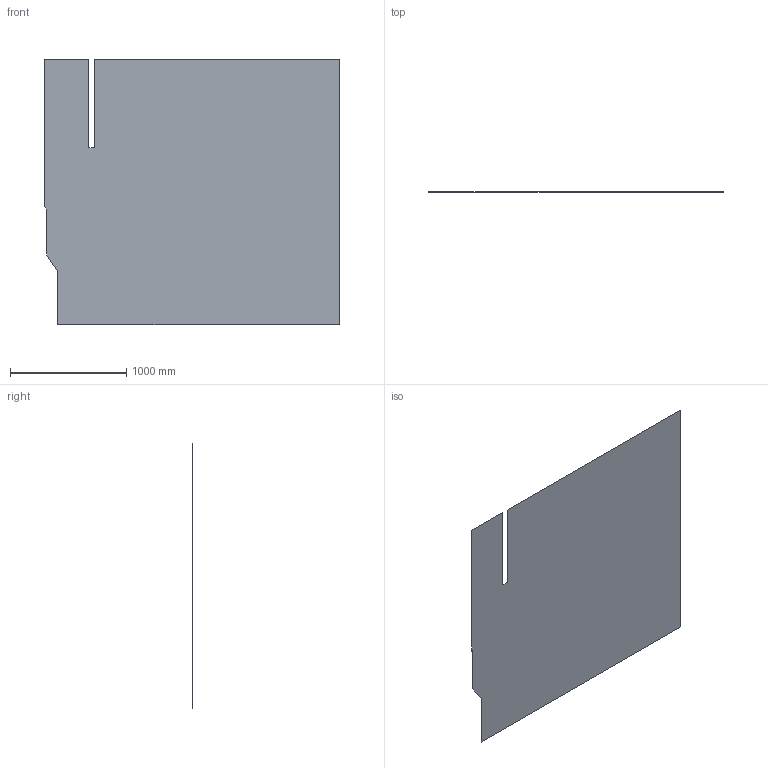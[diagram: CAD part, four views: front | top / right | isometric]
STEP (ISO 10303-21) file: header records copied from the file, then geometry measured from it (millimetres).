
FILE_DESCRIPTION (( 'STEP AP214' ), '1' );
FILE_NAME ('chen_geom.STEP', '2022-11-04T05:25:14', ( '' ), ( '' ), 'SwSTEP 2.0', 'SolidWorks 2022', '' );
FILE_SCHEMA (( 'AUTOMOTIVE_DESIGN' ));
Length unit declared in the file: inch
Products named in the file (1): chen_geom
Bounding box: 2540 x 0 x 2286 mm (x, y, z)
Surface area: 5699220.5 mm2 (no closed solid volume)
Topology: 0 solids, 1 shells, 1 faces, 13 edges, 13 vertices
Faces by surface type: plane 1
Entity records: 149 total; most frequent: CARTESIAN_POINT 31, DIRECTION 17, EDGE_CURVE 13, VERTEX_POINT 13, ORIENTED_EDGE 13, VECTOR 11, LINE 11, AXIS2_PLACEMENT_3D 3
